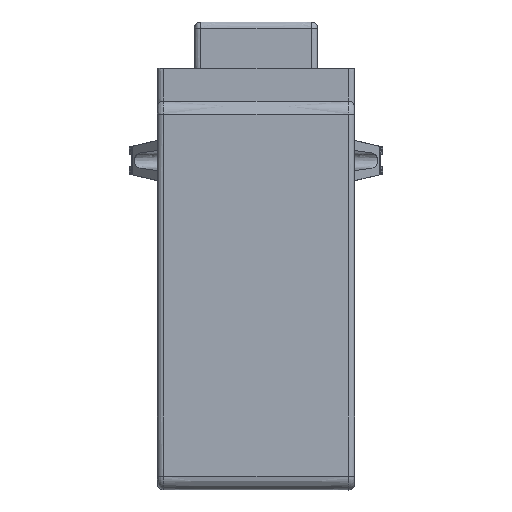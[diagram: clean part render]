
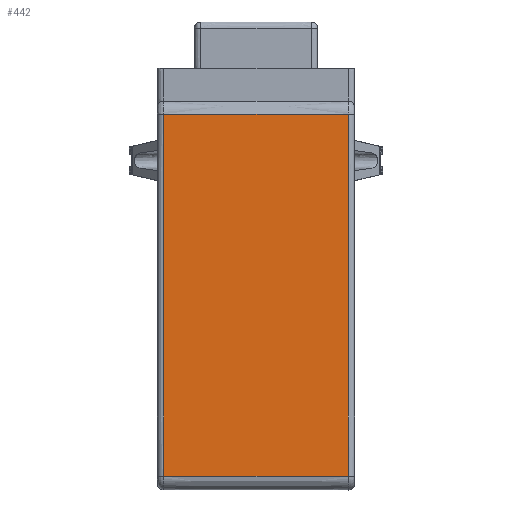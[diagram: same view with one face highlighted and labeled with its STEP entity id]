
A CAD part, left-side view. The second image highlights one B-rep face of the part: STEP entity #442.
In plain terms, the highlighted free-form (B-spline) face has degree [1, 1] with [2, 2] control points.
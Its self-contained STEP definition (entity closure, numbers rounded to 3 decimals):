
#442=ADVANCED_FACE($,(#794),#4899,.T.);
#794=FACE_OUTER_BOUND($,#1168,.T.);
#1168=EDGE_LOOP($,(#2845,#2846,#2847,#2848));
#2845=ORIENTED_EDGE($,*,*,#3852,.F.);
#2846=ORIENTED_EDGE($,*,*,#3851,.F.);
#2847=ORIENTED_EDGE($,*,*,#3853,.T.);
#2848=ORIENTED_EDGE($,*,*,#3887,.F.);
#3851=EDGE_CURVE($,#4504,#4505,#13794,.T.);
#3852=EDGE_CURVE($,#4505,#4519,#13795,.T.);
#3853=EDGE_CURVE($,#4504,#4524,#13796,.T.);
#3887=EDGE_CURVE($,#4519,#4524,#13822,.T.);
#4504=VERTEX_POINT($,#12595);
#4505=VERTEX_POINT($,#12596);
#4519=VERTEX_POINT($,#12610);
#4524=VERTEX_POINT($,#12615);
#4899=B_SPLINE_SURFACE_WITH_KNOTS($,1,1,((#12204,#12205),(#12206,#12207)),
.UNSPECIFIED.,.F.,.F.,.F.,(2,2),(2,2),(14.965,132.5),(2.,62.),
.UNSPECIFIED.);
#11472=CARTESIAN_POINT($,(0.,2.,122.035));
#11473=CARTESIAN_POINT($,(0.,2.,82.856));
#11474=CARTESIAN_POINT($,(0.,2.,43.678));
#11475=CARTESIAN_POINT($,(0.,2.,4.5));
#11476=CARTESIAN_POINT($,(0.,2.,4.5));
#11477=CARTESIAN_POINT($,(0.,22.,4.5));
#11478=CARTESIAN_POINT($,(0.,42.,4.5));
#11479=CARTESIAN_POINT($,(0.,62.,4.5));
#11480=CARTESIAN_POINT($,(0.,2.,122.035));
#11481=CARTESIAN_POINT($,(0.,22.,122.035));
#11482=CARTESIAN_POINT($,(0.,42.,122.035));
#11483=CARTESIAN_POINT($,(0.,62.,122.035));
#11708=CARTESIAN_POINT($,(0.,62.,4.5));
#11709=CARTESIAN_POINT($,(0.,62.,43.678));
#11710=CARTESIAN_POINT($,(0.,62.,82.856));
#11711=CARTESIAN_POINT($,(0.,62.,122.035));
#12204=CARTESIAN_POINT($,(0.,62.,122.035));
#12205=CARTESIAN_POINT($,(0.,2.,122.035));
#12206=CARTESIAN_POINT($,(0.,62.,4.5));
#12207=CARTESIAN_POINT($,(0.,2.,4.5));
#12595=CARTESIAN_POINT($,(0.,2.,122.035));
#12596=CARTESIAN_POINT($,(0.,2.,4.5));
#12610=CARTESIAN_POINT($,(0.,62.,4.5));
#12615=CARTESIAN_POINT($,(0.,62.,122.035));
#13794=B_SPLINE_CURVE_WITH_KNOTS($,3,(#11472,#11473,#11474,#11475),.UNSPECIFIED.,
.F.,.F.,(4,4),(-122.035,-4.5),.UNSPECIFIED.);
#13795=B_SPLINE_CURVE_WITH_KNOTS($,3,(#11476,#11477,#11478,#11479),.UNSPECIFIED.,
.F.,.F.,(4,4),(-62.,-2.),.UNSPECIFIED.);
#13796=B_SPLINE_CURVE_WITH_KNOTS($,3,(#11480,#11481,#11482,#11483),.UNSPECIFIED.,
.F.,.F.,(4,4),(2.,62.),.UNSPECIFIED.);
#13822=B_SPLINE_CURVE_WITH_KNOTS($,3,(#11708,#11709,#11710,#11711),.UNSPECIFIED.,
.F.,.F.,(4,4),(-132.5,-14.965),.UNSPECIFIED.);
